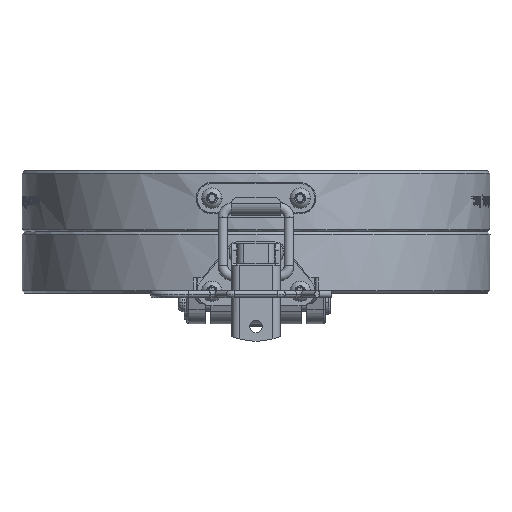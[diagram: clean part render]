
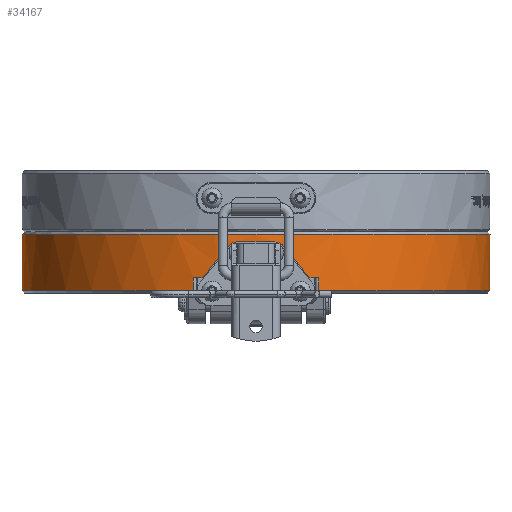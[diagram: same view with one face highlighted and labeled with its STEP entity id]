
A CAD part, left-side view. The second image highlights one B-rep face of the part: STEP entity #34167.
In plain terms, the highlighted cylindrical face has radius 75.819 mm (diameter 151.638 mm), a full revolution.
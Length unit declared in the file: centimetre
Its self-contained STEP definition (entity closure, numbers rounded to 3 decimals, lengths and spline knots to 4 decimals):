
#619=ELLIPSE('',#36596,11.7953,7.5819);
#620=ELLIPSE('',#36598,11.7953,7.5819);
#2306=B_SPLINE_CURVE_WITH_KNOTS('',3,(#63691,#63692,#63693,#63694,#63695,
#63696,#63697,#63698,#63699,#63700),.UNSPECIFIED.,.F.,.U.,(4,2,2,2,4),(1.148,
1.2754,1.4034,1.5314,1.659),
 .UNSPECIFIED.);
#2307=B_SPLINE_CURVE_WITH_KNOTS('',3,(#63704,#63705,#63706,#63707,#63708,
#63709,#63710,#63711,#63712,#63713),.UNSPECIFIED.,.F.,.U.,(4,2,2,2,4),(1.403,
1.5306,1.6586,1.7866,1.9139),
 .UNSPECIFIED.);
#4051=VECTOR('',#41961,1.);
#4055=VECTOR('',#41974,1.);
#4060=VECTOR('',#41992,1.);
#4061=VECTOR('',#41997,1.);
#4081=VECTOR('',#42058,1.);
#4082=VECTOR('',#42067,1.);
#6138=LINE('',#63599,#4051);
#6142=LINE('',#63611,#4055);
#6147=LINE('',#63629,#4060);
#6148=LINE('',#63634,#4061);
#6168=LINE('',#63685,#4081);
#6169=LINE('',#63717,#4082);
#7951=VERTEX_POINT('',#49656);
#7952=VERTEX_POINT('',#49658);
#7957=VERTEX_POINT('',#49669);
#7958=VERTEX_POINT('',#49670);
#9648=VERTEX_POINT('',#63598);
#9649=VERTEX_POINT('',#63600);
#9651=VERTEX_POINT('',#63610);
#9656=VERTEX_POINT('',#63626);
#9657=VERTEX_POINT('',#63628);
#9658=VERTEX_POINT('',#63632);
#9668=VERTEX_POINT('',#63686);
#9669=VERTEX_POINT('',#63687);
#9670=VERTEX_POINT('',#63690);
#9671=VERTEX_POINT('',#63701);
#9672=VERTEX_POINT('',#63703);
#9673=VERTEX_POINT('',#63714);
#9674=VERTEX_POINT('',#63716);
#9675=VERTEX_POINT('',#63718);
#9676=VERTEX_POINT('',#63721);
#11159=CIRCLE('',#35556,7.5819);
#11671=CIRCLE('',#36577,7.5819);
#11674=CIRCLE('',#36585,7.5819);
#11678=CIRCLE('',#36595,7.5819);
#11679=CIRCLE('',#36597,7.5819);
#11680=CIRCLE('',#36599,7.5819);
#11681=CIRCLE('',#36600,7.5819);
#13115=EDGE_CURVE('',#7951,#7952,#11159,.T.);
#13122=EDGE_CURVE('',#7957,#7958,#11159,.T.);
#15648=EDGE_CURVE('',#9648,#9649,#6138,.T.);
#15654=EDGE_CURVE('',#7952,#9651,#6142,.T.);
#15663=EDGE_CURVE('',#9657,#9656,#6147,.T.);
#15665=EDGE_CURVE('',#9658,#7957,#6148,.T.);
#15672=EDGE_CURVE('',#9651,#9648,#11671,.T.);
#15683=EDGE_CURVE('',#9656,#9658,#11674,.T.);
#15692=EDGE_CURVE('',#9668,#9669,#6168,.T.);
#15693=EDGE_CURVE('',#9649,#9669,#11678,.T.);
#15694=EDGE_CURVE('',#7951,#9670,#619,.T.);
#15695=EDGE_CURVE('',#9670,#9671,#2306,.T.);
#15696=EDGE_CURVE('',#9671,#9672,#11679,.T.);
#15697=EDGE_CURVE('',#9672,#9673,#2307,.T.);
#15698=EDGE_CURVE('',#9673,#7958,#620,.T.);
#15699=EDGE_CURVE('',#9674,#9657,#11678,.T.);
#15700=EDGE_CURVE('',#9674,#9675,#6169,.T.);
#15701=EDGE_CURVE('',#9675,#9668,#11680,.T.);
#15702=EDGE_CURVE('',#9676,#9676,#11681,.T.);
#24313=ORIENTED_EDGE('',*,*,#15692,.T.);
#24314=ORIENTED_EDGE('',*,*,#15693,.F.);
#24315=ORIENTED_EDGE('',*,*,#15648,.F.);
#24316=ORIENTED_EDGE('',*,*,#15672,.F.);
#24317=ORIENTED_EDGE('',*,*,#15654,.F.);
#24318=ORIENTED_EDGE('',*,*,#13115,.F.);
#24319=ORIENTED_EDGE('',*,*,#15694,.T.);
#24320=ORIENTED_EDGE('',*,*,#15695,.T.);
#24321=ORIENTED_EDGE('',*,*,#15696,.T.);
#24322=ORIENTED_EDGE('',*,*,#15697,.T.);
#24323=ORIENTED_EDGE('',*,*,#15698,.T.);
#24324=ORIENTED_EDGE('',*,*,#13122,.F.);
#24325=ORIENTED_EDGE('',*,*,#15665,.F.);
#24326=ORIENTED_EDGE('',*,*,#15683,.F.);
#24327=ORIENTED_EDGE('',*,*,#15663,.F.);
#24328=ORIENTED_EDGE('',*,*,#15699,.F.);
#24329=ORIENTED_EDGE('',*,*,#15700,.T.);
#24330=ORIENTED_EDGE('',*,*,#15701,.T.);
#24331=ORIENTED_EDGE('',*,*,#15702,.F.);
#29561=EDGE_LOOP('',(#24313,#24314,#24315,#24316,#24317,#24318,#24319,#24320,
#24321,#24322,#24323,#24324,#24325,#24326,#24327,#24328,#24329,#24330));
#29562=EDGE_LOOP('',(#24331));
#31972=FACE_BOUND('',#29561,.T.);
#31973=FACE_BOUND('',#29562,.T.);
#34167=ADVANCED_FACE('',(#31972,#31973),#105801,.T.);
#35556=AXIS2_PLACEMENT_3D('',#49657,#39230,#39231);
#36577=AXIS2_PLACEMENT_3D('',#63647,#42012,#42013);
#36585=AXIS2_PLACEMENT_3D('',#63667,#42034,#42035);
#36594=AXIS2_PLACEMENT_3D('',#63684,#42056,#42057);
#36595=AXIS2_PLACEMENT_3D('',#63688,#42059,#42060);
#36596=AXIS2_PLACEMENT_3D('',#63689,#42061,#42062);
#36597=AXIS2_PLACEMENT_3D('',#63702,#42063,#42064);
#36598=AXIS2_PLACEMENT_3D('',#63715,#42065,#42066);
#36599=AXIS2_PLACEMENT_3D('',#63719,#42068,#42069);
#36600=AXIS2_PLACEMENT_3D('',#63720,#42070,#42071);
#39230=DIRECTION('',(0.,0.,-1.));
#39231=DIRECTION('',(7.582,0.,0.));
#41961=DIRECTION('',(0.,0.,1.));
#41974=DIRECTION('',(0.,0.,-1.));
#41992=DIRECTION('',(0.,0.,-1.));
#41997=DIRECTION('',(0.,0.,1.));
#42012=DIRECTION('',(0.,0.,-1.));
#42013=DIRECTION('',(-0.196,7.579,0.));
#42034=DIRECTION('',(0.,0.,-1.));
#42035=DIRECTION('',(-0.196,-7.579,0.));
#42056=DIRECTION('',(0.,0.,-1.));
#42057=DIRECTION('',(7.582,0.,0.));
#42058=DIRECTION('',(0.,0.,-1.));
#42059=DIRECTION('',(0.,0.,-1.));
#42060=DIRECTION('',(7.582,0.,0.));
#42061=DIRECTION('',(0.,0.766,0.643));
#42062=DIRECTION('',(0.,-7.582,9.036));
#42063=DIRECTION('',(0.,0.,1.));
#42064=DIRECTION('',(7.582,0.,0.));
#42065=DIRECTION('',(0.,-0.766,0.643));
#42066=DIRECTION('',(0.,-7.582,-9.036));
#42067=DIRECTION('',(0.,0.,1.));
#42068=DIRECTION('',(0.,0.,1.));
#42069=DIRECTION('',(7.582,0.,0.));
#42070=DIRECTION('',(0.,0.,1.));
#42071=DIRECTION('',(-7.582,0.,0.));
#49656=CARTESIAN_POINT('',(-7.38,1.7382,-3.4671));
#49657=CARTESIAN_POINT('',(0.,0.,-3.4671));
#49658=CARTESIAN_POINT('',(-7.3059,2.027,-3.4671));
#49669=CARTESIAN_POINT('',(-7.3059,-2.027,-3.4671));
#49670=CARTESIAN_POINT('',(-7.3799,-1.7385,-3.4671));
#63598=CARTESIAN_POINT('',(7.1915,2.4016,-3.8862));
#63599=CARTESIAN_POINT('',(7.1915,2.4016,-1.9812));
#63600=CARTESIAN_POINT('',(7.1915,2.4016,-3.5124));
#63610=CARTESIAN_POINT('',(-7.3059,2.027,-3.8862));
#63611=CARTESIAN_POINT('',(-7.3059,2.027,-1.9812));
#63626=CARTESIAN_POINT('',(7.1915,-2.4016,-3.8862));
#63628=CARTESIAN_POINT('',(7.1915,-2.4016,-3.5124));
#63629=CARTESIAN_POINT('',(7.1915,-2.4016,-1.9812));
#63632=CARTESIAN_POINT('',(-7.3059,-2.027,-3.8862));
#63634=CARTESIAN_POINT('',(-7.3059,-2.027,-1.9812));
#63647=CARTESIAN_POINT('',(0.,0.,-3.8862));
#63667=CARTESIAN_POINT('',(0.,0.,-3.8862));
#63684=CARTESIAN_POINT('',(0.,0.,-1.9812));
#63685=CARTESIAN_POINT('',(7.2404,2.25,-3.6991));
#63686=CARTESIAN_POINT('',(7.2404,2.25,-3.5121));
#63687=CARTESIAN_POINT('',(7.2404,2.25,-3.5124));
#63688=CARTESIAN_POINT('',(0.,0.,-3.5124));
#63689=CARTESIAN_POINT('',(0.,0.,-1.3956));
#63690=CARTESIAN_POINT('',(-7.5322,0.8666,-2.4284));
#63691=CARTESIAN_POINT('',(-7.5259,0.92,-2.5164));
#63692=CARTESIAN_POINT('',(-7.528,0.9027,-2.4748));
#63693=CARTESIAN_POINT('',(-7.5311,0.8768,-2.4368));
#63694=CARTESIAN_POINT('',(-7.5378,0.8168,-2.3768));
#63695=CARTESIAN_POINT('',(-7.5419,0.7788,-2.3507));
#63696=CARTESIAN_POINT('',(-7.5501,0.6954,-2.3161));
#63697=CARTESIAN_POINT('',(-7.5541,0.6501,-2.3076));
#63698=CARTESIAN_POINT('',(-7.5609,0.5652,-2.3076));
#63699=CARTESIAN_POINT('',(-7.5642,0.5199,-2.3161));
#63700=CARTESIAN_POINT('',(-7.5668,0.4782,-2.3333));
#63701=CARTESIAN_POINT('',(-7.5575,0.6076,-2.3076));
#63702=CARTESIAN_POINT('',(0.,0.,-2.3076));
#63703=CARTESIAN_POINT('',(-7.5575,-0.6078,-2.3076));
#63704=CARTESIAN_POINT('',(-7.5668,-0.4785,-2.3333));
#63705=CARTESIAN_POINT('',(-7.5642,-0.5202,-2.3161));
#63706=CARTESIAN_POINT('',(-7.5609,-0.5654,-2.3076));
#63707=CARTESIAN_POINT('',(-7.5541,-0.6504,-2.3076));
#63708=CARTESIAN_POINT('',(-7.55,-0.6957,-2.3161));
#63709=CARTESIAN_POINT('',(-7.5419,-0.7791,-2.3507));
#63710=CARTESIAN_POINT('',(-7.5378,-0.8171,-2.3768));
#63711=CARTESIAN_POINT('',(-7.5311,-0.8771,-2.4368));
#63712=CARTESIAN_POINT('',(-7.528,-0.903,-2.4748));
#63713=CARTESIAN_POINT('',(-7.5258,-0.9202,-2.5164));
#63714=CARTESIAN_POINT('',(-7.5322,-0.8668,-2.4284));
#63715=CARTESIAN_POINT('',(0.,0.,-1.3953));
#63716=CARTESIAN_POINT('',(7.2404,-2.25,-3.5124));
#63717=CARTESIAN_POINT('',(7.2404,-2.25,-3.6991));
#63718=CARTESIAN_POINT('',(7.2404,-2.25,-3.5121));
#63719=CARTESIAN_POINT('',(0.,0.,-3.5121));
#63720=CARTESIAN_POINT('',(0.,0.,-2.0574));
#63721=CARTESIAN_POINT('',(7.5819,0.,-2.0574));
#105801=CYLINDRICAL_SURFACE('',#36594,7.5819);
